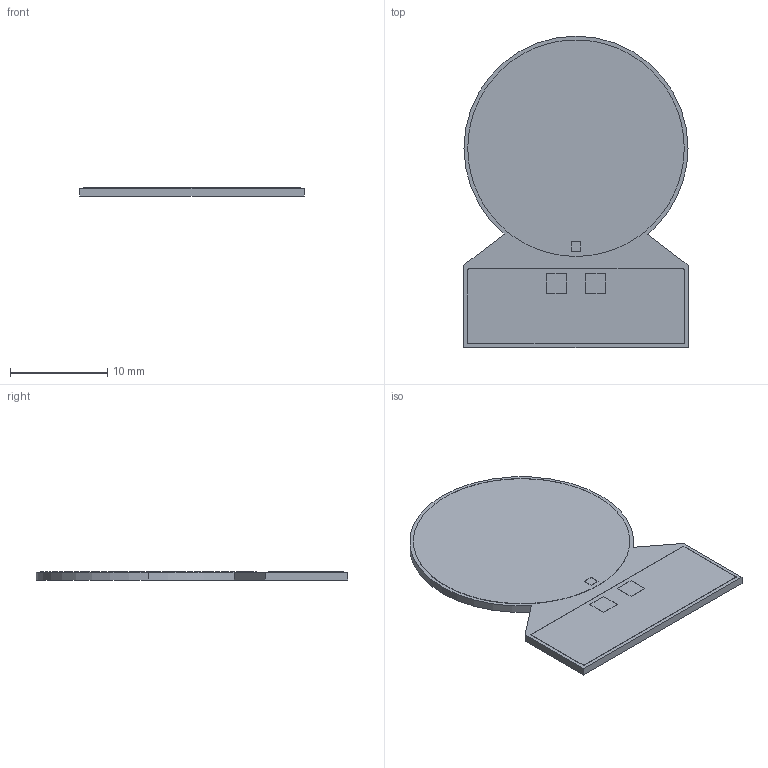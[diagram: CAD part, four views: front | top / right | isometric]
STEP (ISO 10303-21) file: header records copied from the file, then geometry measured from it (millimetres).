
FILE_DESCRIPTION(('KiCad electronic assembly'),'2;1');
FILE_NAME('UWB_Antenna_Circular.step','2024-04-21T13:16:16',('Pcbnew'),( 'Kicad'),'Open CASCADE STEP processor 7.7','KiCad to STEP converter' ,'Unknown');
FILE_SCHEMA(('AUTOMOTIVE_DESIGN { 1 0 10303 214 1 1 1 1 }'));
Length unit declared in the file: millimetre
Products named in the file (7): UWB_Antenna_Circular 1; UWB_Antenna_Circular_track_1; UWB_Antenna_Circular_track_2; UWB_Antenna_Circular_pad_1; UWB_Antenna_Circular_pad_2; UWB_Antenna_Circular_pad_3; UWB_Antenna_Circular_PCB
Assembly tree (6 placements, depth 2):
  UWB_Antenna_Circular 1
    UWB_Antenna_Circular_track_1
    UWB_Antenna_Circular_track_2
    UWB_Antenna_Circular_pad_1
    UWB_Antenna_Circular_pad_2
    UWB_Antenna_Circular_pad_3
    UWB_Antenna_Circular_PCB
Bounding box: 23 x 32 x 0.83 mm (x, y, z)
Volume: 535 mm3; surface area: 2511.8 mm2
Topology: 6 solids, 6 shells, 158 faces, 438 edges, 292 vertices
Faces by surface type: plane 155, cylinder 3
Entity records: 5106 total; most frequent: CARTESIAN_POINT 895, ORIENTED_EDGE 876, DIRECTION 774, EDGE_CURVE 438, LINE 432, VECTOR 432, VERTEX_POINT 292, AXIS2_PLACEMENT_3D 171
